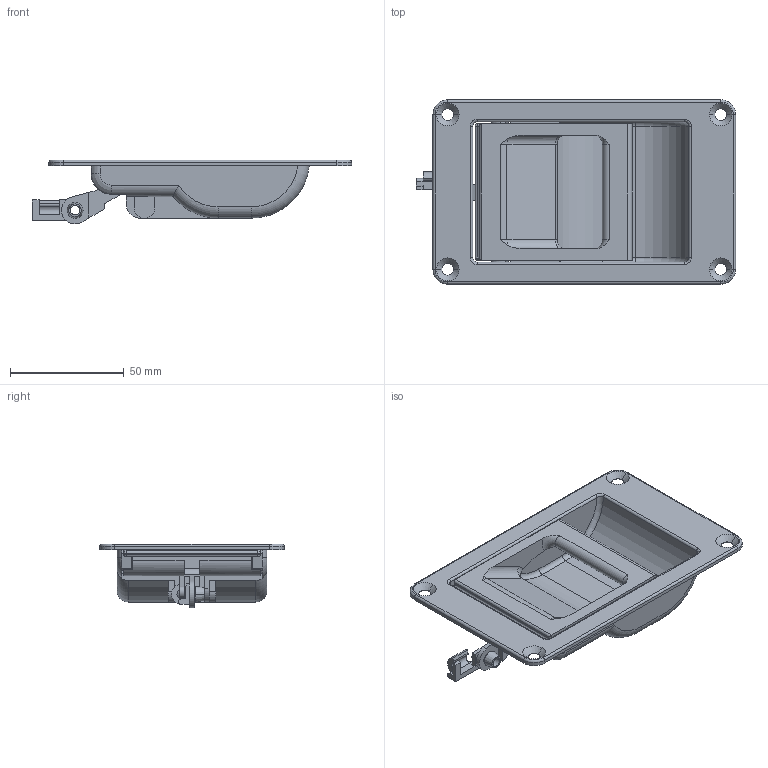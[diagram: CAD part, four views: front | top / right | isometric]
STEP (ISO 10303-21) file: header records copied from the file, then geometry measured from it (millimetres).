
FILE_DESCRIPTION (( 'STEP AP203' ), '1' );
FILE_NAME ('A-866-1.STEP', '2010-01-18T00:16:18', ( ' ' ), ( ' ' ), 'SwSTEP 2.0', 'SolidWorks 2007', '' );
FILE_SCHEMA (( 'CONFIG_CONTROL_DESIGN' ));
Length unit declared in the file: millimetre
Products named in the file (4): A-866-1; A-866-1杮懱__棉太倌; A-866-1僴儞僪儖__棉太倌; A-866-1僽僢僔儞僌__岞奐梡
Assembly tree (3 placements, depth 2):
  A-866-1
    A-866-1僽僢僔儞僌__岞奐梡
    A-866-1杮懱__棉太倌
    A-866-1僴儞僪儖__棉太倌
Bounding box: 140.25 x 81 x 28 mm (x, y, z)
Volume: 58016.7 mm3; surface area: 40850.9 mm2
Topology: 3 solids, 3 shells, 236 faces, 607 edges, 379 vertices
Faces by surface type: cylinder 104, plane 90, torus 24, cone 12, sphere 4, bspline 2
Entity records: 7890 total; most frequent: CARTESIAN_POINT 1602, DIRECTION 1296, ORIENTED_EDGE 1206, EDGE_CURVE 603, AXIS2_PLACEMENT_3D 482, VERTEX_POINT 379, VECTOR 332, LINE 332
